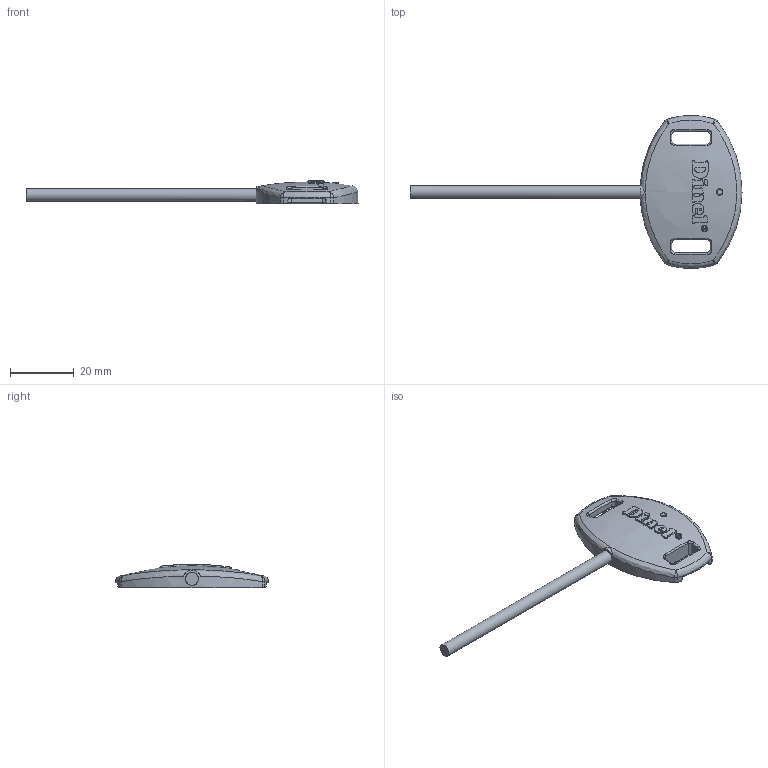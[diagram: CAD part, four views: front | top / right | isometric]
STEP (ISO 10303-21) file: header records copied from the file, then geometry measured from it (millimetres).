
FILE_DESCRIPTION(/* description */ ('Unknown'),/* implementation_level */ '2;1');
FILE_NAME(/* name */ 'FLD-32N',/* time_stamp */ '2025-12-03T13:01:04+01:00',/* author */ ('Unknown'),/* organization */ ('Unknown'),/* preprocessor_version */ 'ST-DEVELOPER v18.1',/* originating_system */ 'Solid Edge',/* authorisation */ 'Unknown');
FILE_SCHEMA (('AUTOMOTIVE_DESIGN {1 0 10303 214 3 1 1}'));
Length unit declared in the file: millimetre
Products named in the file (1): FLD-32
Bounding box: 104.18 x 48 x 7.3 mm (x, y, z)
Volume: 7088.5 mm3; surface area: 4131.1 mm2
Topology: 1 solids, 1 shells, 136 faces, 326 edges, 197 vertices
Faces by surface type: cylinder 47, bspline 35, plane 26, torus 19, sphere 9
Full cylindrical faces by diameter (mm): 1.701 x1, 1.95 x1, 4 x1, 4.2 x1
Entity records: 6827 total; most frequent: CARTESIAN_POINT 3018, ORIENTED_EDGE 606, DIRECTION 527, EDGE_CURVE 303, AXIS2_PLACEMENT_3D 219, VERTEX_POINT 192, EDGE_LOOP 163, FACE_BOUND 163
